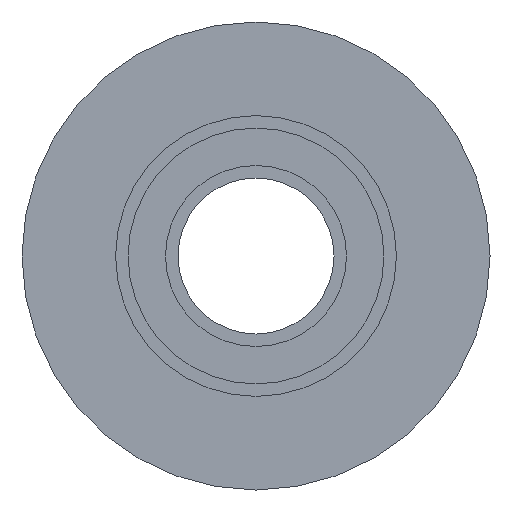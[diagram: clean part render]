
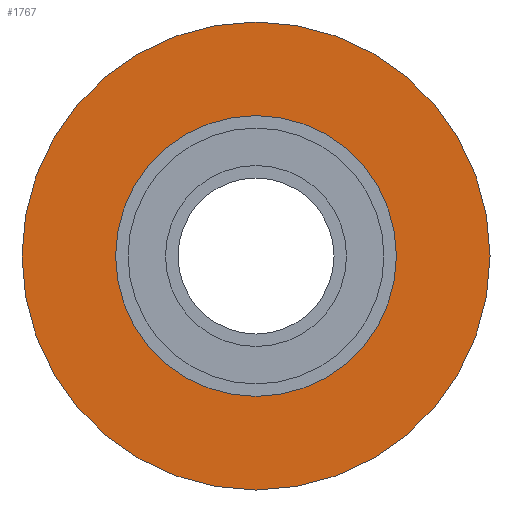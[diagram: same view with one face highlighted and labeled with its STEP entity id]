
A CAD part, left-side view. The second image highlights one B-rep face of the part: STEP entity #1767.
In plain terms, the highlighted planar face has unit normal (-1, 0, 0).
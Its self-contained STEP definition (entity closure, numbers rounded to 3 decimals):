
#301=FACE_BOUND('',#427,.T.);
#316=FACE_OUTER_BOUND('',#426,.T.);
#426=EDGE_LOOP('',(#1359));
#427=EDGE_LOOP('',(#1360));
#702=CIRCLE('',#2051,7.5);
#705=CIRCLE('',#2056,4.5);
#888=VERTEX_POINT('',#3188);
#891=VERTEX_POINT('',#3197);
#1074=EDGE_CURVE('',#888,#888,#702,.T.);
#1078=EDGE_CURVE('',#891,#891,#705,.T.);
#1359=ORIENTED_EDGE('',*,*,#1074,.T.);
#1360=ORIENTED_EDGE('',*,*,#1078,.T.);
#1752=PLANE('',#2055);
#1767=ADVANCED_FACE('',(#316,#301),#1752,.F.);
#2051=AXIS2_PLACEMENT_3D('',#3189,#2511,#2512);
#2055=AXIS2_PLACEMENT_3D('',#3196,#2520,#2521);
#2056=AXIS2_PLACEMENT_3D('',#3198,#2522,#2523);
#2511=DIRECTION('center_axis',(-1.,0.,0.));
#2512=DIRECTION('ref_axis',(0.,0.,1.));
#2520=DIRECTION('center_axis',(1.,0.,0.));
#2521=DIRECTION('ref_axis',(0.,0.,-1.));
#2522=DIRECTION('center_axis',(1.,0.,0.));
#2523=DIRECTION('ref_axis',(0.,0.,1.));
#3188=CARTESIAN_POINT('',(6.7,0.,-7.5));
#3189=CARTESIAN_POINT('Origin',(6.7,0.,0.));
#3196=CARTESIAN_POINT('Origin',(6.7,0.,0.));
#3197=CARTESIAN_POINT('',(6.7,0.,-4.5));
#3198=CARTESIAN_POINT('Origin',(6.7,0.,0.));
